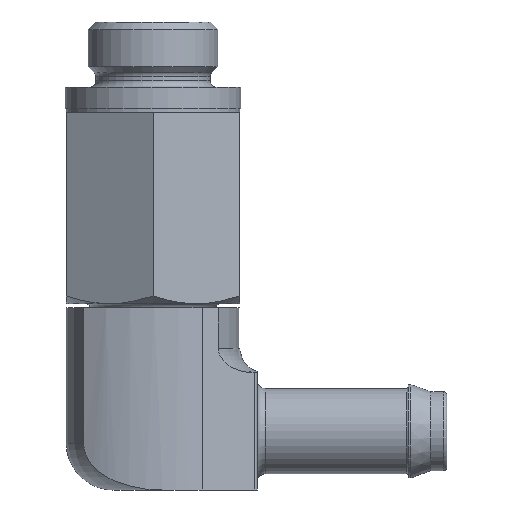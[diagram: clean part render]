
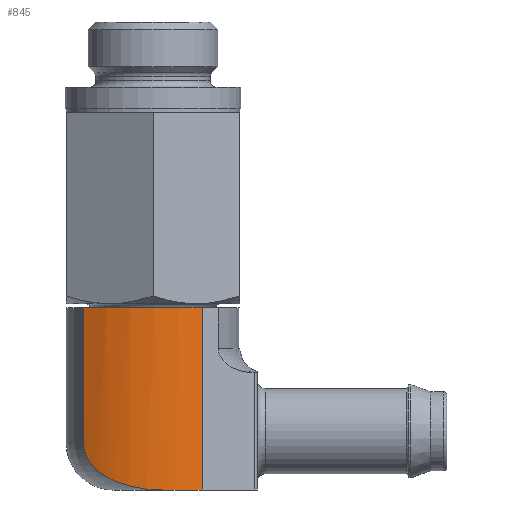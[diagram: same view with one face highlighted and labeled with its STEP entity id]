
A CAD part, front view. The second image highlights one B-rep face of the part: STEP entity #845.
In plain terms, the highlighted cylindrical face has radius 11 mm (diameter 22 mm), a partial arc.
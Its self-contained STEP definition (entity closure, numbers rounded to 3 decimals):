
#52=B_SPLINE_CURVE_WITH_KNOTS('',3,(#1435,#1436,#1437,#1438,#1439,#1440,
#1441),.UNSPECIFIED.,.F.,.F.,(4,1,1,1,4),(0.003,0.005,
0.007,0.009,0.011),
 .UNSPECIFIED.);
#60=CYLINDRICAL_SURFACE('',#934,11.);
#79=LINE('',#1446,#118);
#80=LINE('',#1447,#119);
#118=VECTOR('',#1087,1000.);
#119=VECTOR('',#1088,1000.);
#187=ORIENTED_EDGE('',*,*,#410,.F.);
#188=ORIENTED_EDGE('',*,*,#411,.T.);
#189=ORIENTED_EDGE('',*,*,#412,.F.);
#190=ORIENTED_EDGE('',*,*,#405,.F.);
#191=ORIENTED_EDGE('',*,*,#413,.T.);
#405=EDGE_CURVE('',#512,#507,#582,.T.);
#410=EDGE_CURVE('',#516,#517,#52,.T.);
#411=EDGE_CURVE('',#516,#518,#584,.T.);
#412=EDGE_CURVE('',#507,#518,#79,.T.);
#413=EDGE_CURVE('',#512,#517,#80,.T.);
#507=VERTEX_POINT('',#1409);
#512=VERTEX_POINT('',#1418);
#516=VERTEX_POINT('',#1442);
#517=VERTEX_POINT('',#1443);
#518=VERTEX_POINT('',#1445);
#582=CIRCLE('',#931,11.);
#584=CIRCLE('',#935,11.);
#637=EDGE_LOOP('',(#187,#188,#189,#190,#191));
#728=FACE_BOUND('',#637,.T.);
#845=ADVANCED_FACE('',(#728),#60,.T.);
#931=AXIS2_PLACEMENT_3D('',#1419,#1075,#1076);
#934=AXIS2_PLACEMENT_3D('',#1434,#1083,#1084);
#935=AXIS2_PLACEMENT_3D('',#1444,#1085,#1086);
#1075=DIRECTION('',(0.,0.,1.));
#1076=DIRECTION('',(1.,0.,0.));
#1083=DIRECTION('',(0.,0.,-1.));
#1084=DIRECTION('',(-1.,0.,0.));
#1085=DIRECTION('',(0.,0.,1.));
#1086=DIRECTION('',(1.,0.,0.));
#1087=DIRECTION('',(0.,0.,-1.));
#1088=DIRECTION('',(0.,0.,-1.));
#1409=CARTESIAN_POINT('',(3.688,-5.863,9.25));
#1418=CARTESIAN_POINT('',(-5.196,-5.196,9.25));
#1419=CARTESIAN_POINT('',(0.,4.5,9.25));
#1434=CARTESIAN_POINT('',(0.,4.5,9.25));
#1435=CARTESIAN_POINT('',(0.718,-6.477,-4.4));
#1436=CARTESIAN_POINT('',(0.075,-6.519,-4.4));
#1437=CARTESIAN_POINT('',(-1.187,-6.49,-4.293));
#1438=CARTESIAN_POINT('',(-3.019,-6.13,-3.744));
#1439=CARTESIAN_POINT('',(-4.587,-5.532,-2.741));
#1440=CARTESIAN_POINT('',(-5.196,-5.196,-1.553));
#1441=CARTESIAN_POINT('',(-5.196,-5.196,-0.9));
#1442=CARTESIAN_POINT('',(0.718,-6.477,-4.4));
#1443=CARTESIAN_POINT('',(-5.196,-5.196,-0.9));
#1444=CARTESIAN_POINT('',(0.,4.5,-4.4));
#1445=CARTESIAN_POINT('',(3.688,-5.863,-4.4));
#1446=CARTESIAN_POINT('',(3.688,-5.863,9.25));
#1447=CARTESIAN_POINT('',(-5.196,-5.196,9.25));
